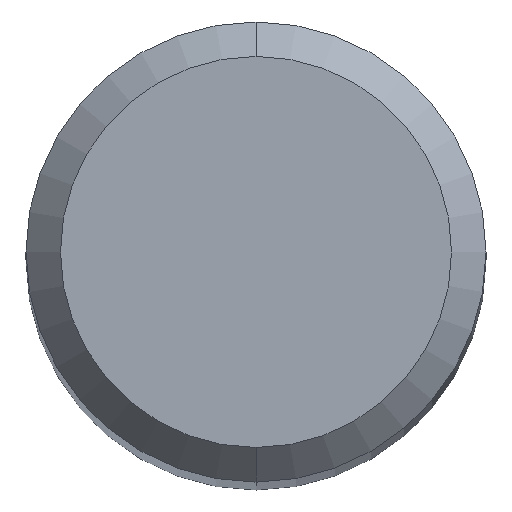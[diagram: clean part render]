
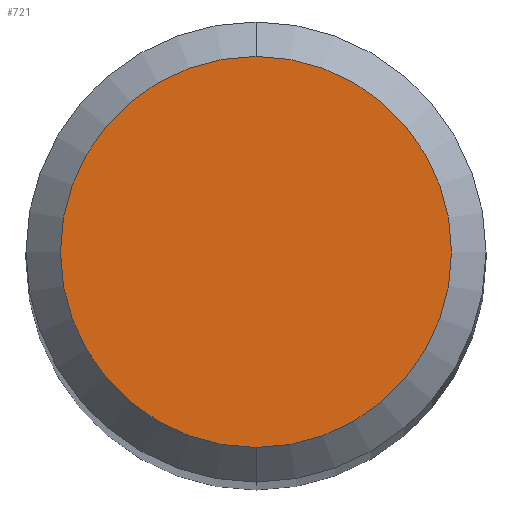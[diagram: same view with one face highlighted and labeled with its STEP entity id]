
A CAD part, top view. The second image highlights one B-rep face of the part: STEP entity #721.
In plain terms, the highlighted planar face has unit normal (0, 0, 1).
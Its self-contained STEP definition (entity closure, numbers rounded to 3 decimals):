
#721=ADVANCED_FACE('',(#1486),#1487,.T.);
#877=VERTEX_POINT('',#1654);
#933=EDGE_CURVE('',#877,#939,#1716,.T.);
#939=VERTEX_POINT('',#1722);
#1029=EDGE_CURVE('',#939,#877,#1819,.T.);
#1486=FACE_OUTER_BOUND('',#3372,.T.);
#1487=PLANE('',#3373);
#1654=CARTESIAN_POINT('',(0.,-1.7,0.0));
#1716=CIRCLE('',#4320,1.7);
#1722=CARTESIAN_POINT('',(0.0,1.7,0.0));
#1819=CIRCLE('',#4628,1.7);
#3372=EDGE_LOOP('',(#5333,#5334));
#3373=AXIS2_PLACEMENT_3D('',#5335,#5336,#5337);
#4320=AXIS2_PLACEMENT_3D('',#5562,#5563,#5564);
#4628=AXIS2_PLACEMENT_3D('',#5643,#5644,#5645);
#5333=ORIENTED_EDGE('',*,*,#1029,.F.);
#5334=ORIENTED_EDGE('',*,*,#933,.F.);
#5335=CARTESIAN_POINT('',(0.0,0.85,0.0));
#5336=DIRECTION('',(-0.0,0.0,1.0));
#5337=DIRECTION('',(0.0,-1.0,0.0));
#5562=CARTESIAN_POINT('',(0.0,0.0,0.0));
#5563=DIRECTION('',(0.0,0.0,-1.0));
#5564=DIRECTION('',(0.0,1.0,0.0));
#5643=CARTESIAN_POINT('',(0.0,0.0,0.0));
#5644=DIRECTION('',(0.0,0.0,-1.0));
#5645=DIRECTION('',(0.0,1.0,0.0));
